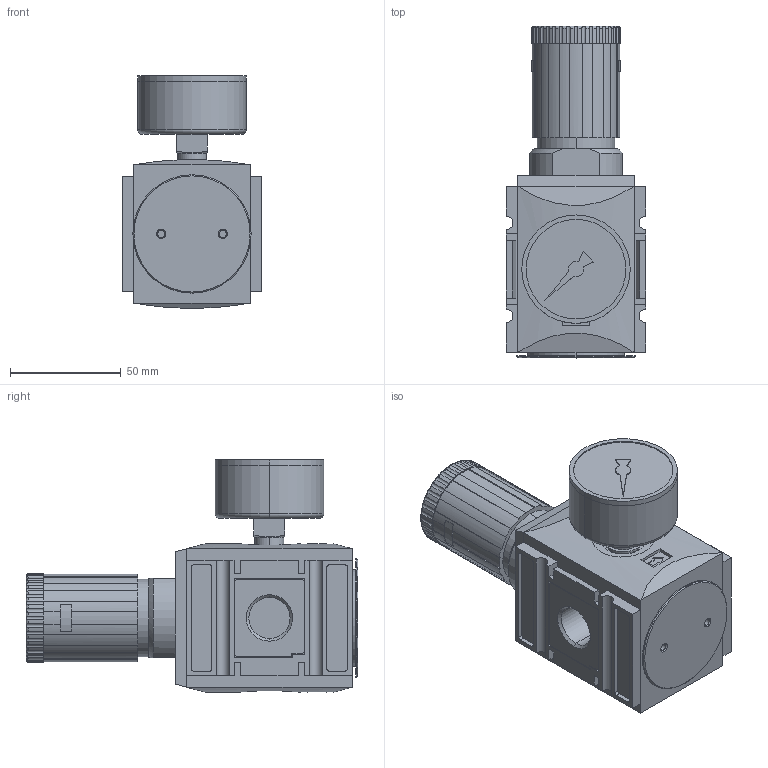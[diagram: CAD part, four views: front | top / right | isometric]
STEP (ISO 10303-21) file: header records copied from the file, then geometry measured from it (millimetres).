
FILE_DESCRIPTION (( 'STEP AP214' ), '1' );
FILE_NAME ('KN-KREG212_8_G.STEP', '2018-08-29T15:03:56', ( '' ), ( '' ), 'SwSTEP 2.0', 'SolidWorks 2018', '' );
FILE_SCHEMA (( 'AUTOMOTIVE_DESIGN' ));
Length unit declared in the file: millimetre
Products named in the file (1): KN-KREG212_8_G
Bounding box: 63 x 150 x 105.06 mm (x, y, z)
Volume: 431821 mm3; surface area: 58150.8 mm2
Topology: 3 solids, 3 shells, 521 faces, 1353 edges, 880 vertices
Faces by surface type: plane 271, cylinder 182, torus 42, cone 26
Entity records: 22858 total; most frequent: CARTESIAN_POINT 4273, ORIENTED_EDGE 2706, DIRECTION 2659, EDGE_CURVE 1353, AXIS2_PLACEMENT_3D 984, VERTEX_POINT 880, LINE 691, VECTOR 691
